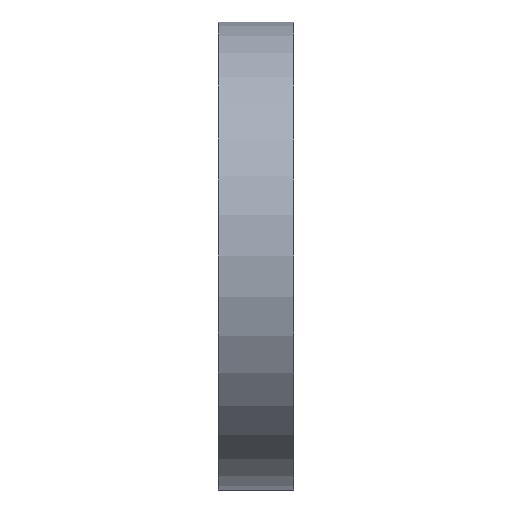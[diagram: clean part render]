
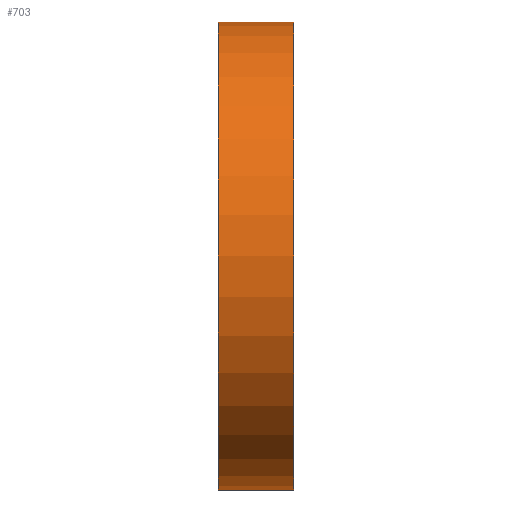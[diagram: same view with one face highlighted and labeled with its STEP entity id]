
A CAD part, left-side view. The second image highlights one B-rep face of the part: STEP entity #703.
In plain terms, the highlighted cylindrical face has radius 14 mm (diameter 28 mm), a partial arc.
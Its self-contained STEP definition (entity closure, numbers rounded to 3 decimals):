
#29 = EDGE_CURVE ( 'NONE', #232, #147, #194, .T. ) ;
#56 = VERTEX_POINT ( 'NONE', #904 ) ;
#61 = DIRECTION ( 'NONE',  ( 0., 0., 1. ) ) ;
#77 = CYLINDRICAL_SURFACE ( 'NONE', #822, 14. ) ;
#123 = DIRECTION ( 'NONE',  ( 0., 1., 0. ) ) ;
#147 = VERTEX_POINT ( 'NONE', #169 ) ;
#167 = VECTOR ( 'NONE', #123, 1000. ) ;
#169 = CARTESIAN_POINT ( 'NONE',  ( -13.247, 0., 28. ) ) ;
#176 = AXIS2_PLACEMENT_3D ( 'NONE', #682, #239, #770 ) ;
#194 = LINE ( 'NONE', #829, #795 ) ;
#232 = VERTEX_POINT ( 'NONE', #542 ) ;
#236 = DIRECTION ( 'NONE',  ( 0., 0., -1. ) ) ;
#237 = EDGE_CURVE ( 'NONE', #56, #351, #372, .T. ) ;
#239 = DIRECTION ( 'NONE',  ( 0., 1., 0. ) ) ;
#248 = CARTESIAN_POINT ( 'NONE',  ( -13.247, 4.5, 0. ) ) ;
#351 = VERTEX_POINT ( 'NONE', #640 ) ;
#372 = LINE ( 'NONE', #248, #167 ) ;
#387 = CIRCLE ( 'NONE', #734, 14. ) ;
#446 = EDGE_CURVE ( 'NONE', #147, #56, #387, .T. ) ;
#447 = CIRCLE ( 'NONE', #176, 14. ) ;
#454 = DIRECTION ( 'NONE',  ( 0., 1., 0. ) ) ;
#466 = ORIENTED_EDGE ( 'NONE', *, *, #237, .F. ) ;
#516 = DIRECTION ( 'NONE',  ( 0., -1., 0. ) ) ;
#528 = ORIENTED_EDGE ( 'NONE', *, *, #568, .F. ) ;
#542 = CARTESIAN_POINT ( 'NONE',  ( -13.247, 4.5, 28. ) ) ;
#568 = EDGE_CURVE ( 'NONE', #351, #232, #447, .T. ) ;
#640 = CARTESIAN_POINT ( 'NONE',  ( -13.247, 4.5, 0. ) ) ;
#643 = FACE_OUTER_BOUND ( 'NONE', #690, .T. ) ;
#677 = CARTESIAN_POINT ( 'NONE',  ( -13.247, 0., 14. ) ) ;
#682 = CARTESIAN_POINT ( 'NONE',  ( -13.247, 4.5, 14. ) ) ;
#690 = EDGE_LOOP ( 'NONE', ( #528, #466, #837, #800 ) ) ;
#703 = ADVANCED_FACE ( 'NONE', ( #643 ), #77, .T. ) ;
#734 = AXIS2_PLACEMENT_3D ( 'NONE', #975, #516, #61 ) ;
#770 = DIRECTION ( 'NONE',  ( 0., 0., 1. ) ) ;
#795 = VECTOR ( 'NONE', #899, 1000. ) ;
#800 = ORIENTED_EDGE ( 'NONE', *, *, #29, .F. ) ;
#822 = AXIS2_PLACEMENT_3D ( 'NONE', #677, #454, #236 ) ;
#829 = CARTESIAN_POINT ( 'NONE',  ( -13.247, 7.5, 28. ) ) ;
#837 = ORIENTED_EDGE ( 'NONE', *, *, #446, .F. ) ;
#899 = DIRECTION ( 'NONE',  ( 0., -1., 0. ) ) ;
#904 = CARTESIAN_POINT ( 'NONE',  ( -13.247, 0., 0. ) ) ;
#975 = CARTESIAN_POINT ( 'NONE',  ( -13.247, 0., 14. ) ) ;
